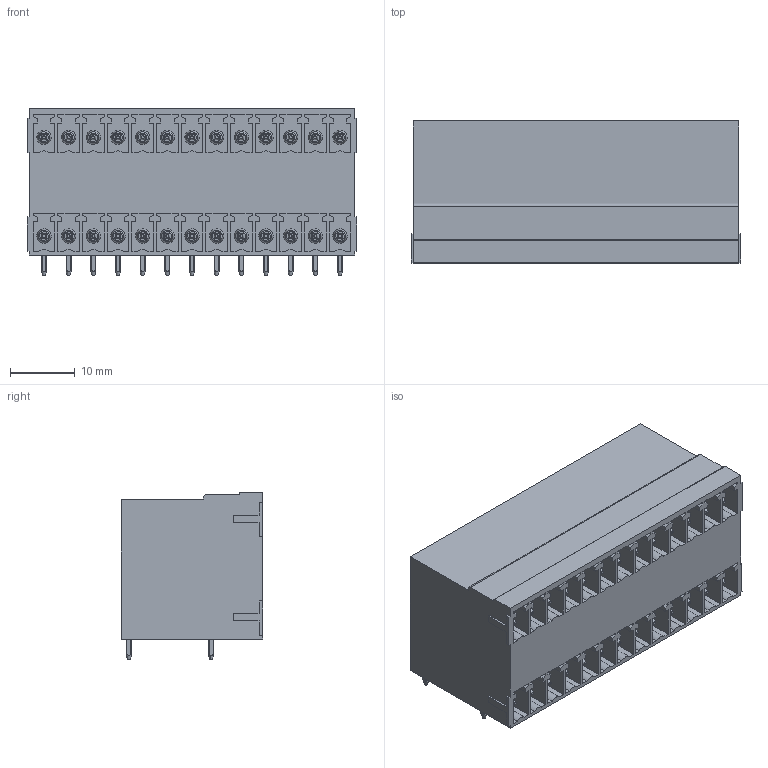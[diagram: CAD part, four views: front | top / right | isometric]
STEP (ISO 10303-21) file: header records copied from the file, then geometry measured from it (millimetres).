
FILE_DESCRIPTION(('CATIA V5 STEP Exchange','CAx-IF Rec.Pracs.--- Model Styling and Organization---1.2---2011-12-15'),'2;1');
FILE_NAME ('D1460828_0_1973840000_1973840000.stp','2018-10-05T05:02:48+00:00',('none'),('Weidmueller'),'CATIA Version 5-6 Release 2014','CATIA V5 STEP AP214','none');
FILE_SCHEMA(('AUTOMOTIVE_DESIGN { 1 0 10303 214 1 1 1 1 }'));
Length unit declared in the file: millimetre
Products named in the file (1): 1973840000
Bounding box: 50.92 x 21.9 x 25.9 mm (x, y, z)
Volume: 21104.9 mm3; surface area: 12745.9 mm2
Topology: 27 solids, 27 shells, 1708 faces, 4676 edges, 3074 vertices
Faces by surface type: plane 1108, cylinder 392, cone 156, torus 52
Entity records: 51984 total; most frequent: CARTESIAN_POINT 14246, ORIENTED_EDGE 9352, DIRECTION 5257, EDGE_CURVE 4676, VECTOR 3265, LINE 3265, VERTEX_POINT 3074, EDGE_LOOP 1812
